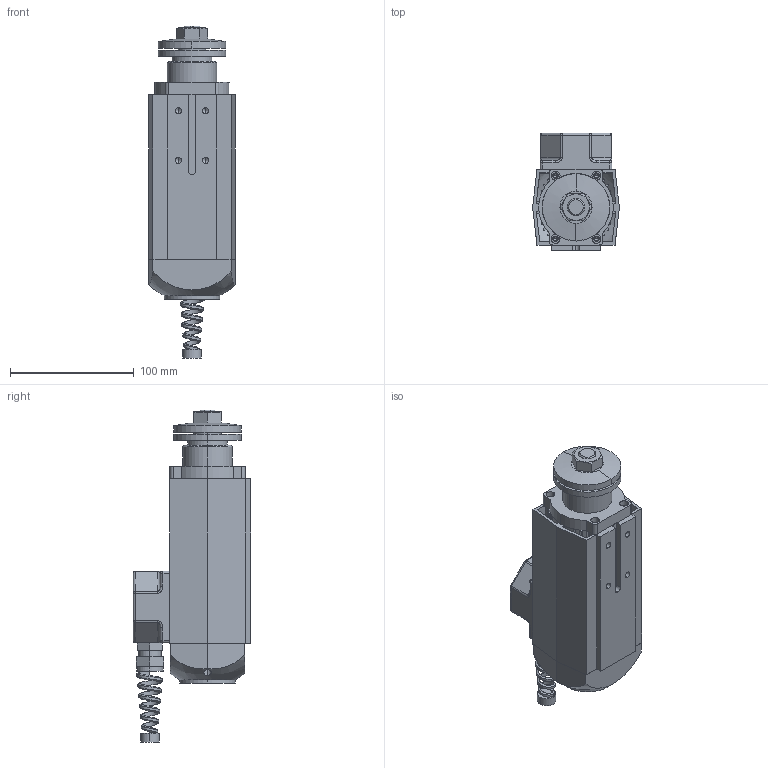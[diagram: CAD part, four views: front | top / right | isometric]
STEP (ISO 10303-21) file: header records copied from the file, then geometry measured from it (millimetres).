
FILE_DESCRIPTION (( 'STEP AP214' ), '1' );
FILE_NAME ('GDF35-12Z-0.37.STEP', '2024-08-02T05:43:39', ( '00' ), ( '' ), 'SwSTEP 2.0', 'SolidWorks 2018', '' );
FILE_SCHEMA (( 'AUTOMOTIVE_DESIGN' ));
Length unit declared in the file: millimetre
Products named in the file (8): duangai; GDF35-12Z-0.37; jiexianduan; 0.37jike; huijiehe; 0.37luomu; 0.37zhou; fengzhao
Assembly tree (7 placements, depth 2):
  GDF35-12Z-0.37
    0.37jike
    duangai
    fengzhao
    0.37zhou
    0.37luomu
    huijiehe
    jiexianduan
Bounding box: 70 x 95 x 268 mm (x, y, z)
Volume: 403980.6 mm3; surface area: 163365.3 mm2
Topology: 7 solids, 7 shells, 465 faces, 1253 edges, 792 vertices
Faces by surface type: plane 225, cylinder 174, cone 38, bspline 28
Entity records: 23915 total; most frequent: CARTESIAN_POINT 6642, DIRECTION 2480, ORIENTED_EDGE 2450, EDGE_CURVE 1225, AXIS2_PLACEMENT_3D 856, VERTEX_POINT 792, LINE 768, VECTOR 768
